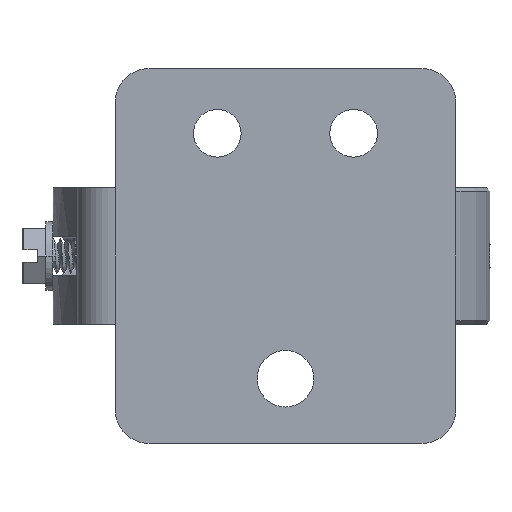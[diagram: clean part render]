
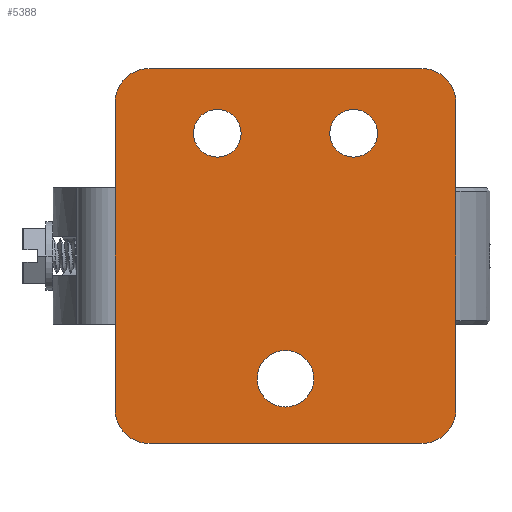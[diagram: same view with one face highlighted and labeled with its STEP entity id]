
A CAD part, front view. The second image highlights one B-rep face of the part: STEP entity #5388.
In plain terms, the highlighted planar face has unit normal (0, -1, 0).
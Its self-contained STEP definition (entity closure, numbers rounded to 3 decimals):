
#2317=DIRECTION('',(0.,0.,-1.));
#2318=VECTOR('',#2317,12.5);
#2319=CARTESIAN_POINT('',(50.,-4.,-37.5));
#2320=LINE('',#2319,#2318);
#2321=CARTESIAN_POINT('',(45.,-4.,-50.));
#2322=DIRECTION('',(0.,1.,0.));
#2323=DIRECTION('',(1.,0.,0.));
#2324=AXIS2_PLACEMENT_3D('',#2321,#2322,#2323);
#2326=DIRECTION('',(-1.,0.,0.));
#2327=VECTOR('',#2326,40.);
#2328=CARTESIAN_POINT('',(45.,-4.,-55.));
#2329=LINE('',#2328,#2327);
#2330=CARTESIAN_POINT('',(5.,-4.,-50.));
#2331=DIRECTION('',(0.,1.,0.));
#2332=DIRECTION('',(0.,0.,-1.));
#2333=AXIS2_PLACEMENT_3D('',#2330,#2331,#2332);
#2335=DIRECTION('',(0.,0.,1.));
#2336=VECTOR('',#2335,45.);
#2337=CARTESIAN_POINT('',(0.,-4.,-50.));
#2338=LINE('',#2337,#2336);
#2339=CARTESIAN_POINT('',(5.,-4.,-5.));
#2340=DIRECTION('',(0.,1.,0.));
#2341=DIRECTION('',(-1.,0.,0.));
#2342=AXIS2_PLACEMENT_3D('',#2339,#2340,#2341);
#2344=DIRECTION('',(1.,0.,0.));
#2345=VECTOR('',#2344,40.);
#2346=CARTESIAN_POINT('',(5.,-4.,0.));
#2347=LINE('',#2346,#2345);
#2348=CARTESIAN_POINT('',(45.,-4.,-5.));
#2349=DIRECTION('',(0.,1.,0.));
#2350=DIRECTION('',(0.,0.,1.));
#2351=AXIS2_PLACEMENT_3D('',#2348,#2349,#2350);
#2353=DIRECTION('',(0.,0.,-1.));
#2354=VECTOR('',#2353,12.5);
#2355=CARTESIAN_POINT('',(50.,-4.,-5.));
#2356=LINE('',#2355,#2354);
#2357=CARTESIAN_POINT('',(35.,-4.,-45.5));
#2358=DIRECTION('',(0.,1.,0.));
#2359=DIRECTION('',(-1.,0.,0.));
#2360=AXIS2_PLACEMENT_3D('',#2357,#2358,#2359);
#2362=CARTESIAN_POINT('',(35.,-4.,-45.5));
#2363=DIRECTION('',(0.,1.,0.));
#2364=DIRECTION('',(1.,0.,0.));
#2365=AXIS2_PLACEMENT_3D('',#2362,#2363,#2364);
#2367=CARTESIAN_POINT('',(15.,-4.,-45.5));
#2368=DIRECTION('',(0.,1.,0.));
#2369=DIRECTION('',(-1.,0.,0.));
#2370=AXIS2_PLACEMENT_3D('',#2367,#2368,#2369);
#2372=CARTESIAN_POINT('',(15.,-4.,-45.5));
#2373=DIRECTION('',(0.,1.,0.));
#2374=DIRECTION('',(1.,0.,0.));
#2375=AXIS2_PLACEMENT_3D('',#2372,#2373,#2374);
#2377=CARTESIAN_POINT('',(25.,-4.,-9.5));
#2378=DIRECTION('',(0.,1.,0.));
#2379=DIRECTION('',(-1.,0.,0.));
#2380=AXIS2_PLACEMENT_3D('',#2377,#2378,#2379);
#2382=CARTESIAN_POINT('',(25.,-4.,-9.5));
#2383=DIRECTION('',(0.,1.,0.));
#2384=DIRECTION('',(1.,0.,0.));
#2385=AXIS2_PLACEMENT_3D('',#2382,#2383,#2384);
#2387=DIRECTION('',(0.,0.,-1.));
#2388=VECTOR('',#2387,20.);
#2389=CARTESIAN_POINT('',(50.,-4.,-17.5));
#2390=LINE('',#2389,#2388);
#3961=CARTESIAN_POINT('',(5.,-4.,0.));
#3962=CARTESIAN_POINT('',(45.,-4.,0.));
#3963=VERTEX_POINT('',#3961);
#3964=VERTEX_POINT('',#3962);
#3965=CARTESIAN_POINT('',(45.,-4.,-55.));
#3966=CARTESIAN_POINT('',(5.,-4.,-55.));
#3967=VERTEX_POINT('',#3965);
#3968=VERTEX_POINT('',#3966);
#3969=CARTESIAN_POINT('',(0.,-4.,-50.));
#3970=CARTESIAN_POINT('',(0.,-4.,-5.));
#3971=VERTEX_POINT('',#3969);
#3972=VERTEX_POINT('',#3970);
#3974=CARTESIAN_POINT('',(50.,-4.,-50.));
#3976=VERTEX_POINT('',#3974);
#3979=CARTESIAN_POINT('',(50.,-4.,-5.));
#3980=VERTEX_POINT('',#3979);
#3993=CARTESIAN_POINT('',(20.85,-4.,-9.5));
#3994=CARTESIAN_POINT('',(29.15,-4.,-9.5));
#3995=VERTEX_POINT('',#3993);
#3996=VERTEX_POINT('',#3994);
#3997=CARTESIAN_POINT('',(11.5,-4.,-45.5));
#3998=CARTESIAN_POINT('',(18.5,-4.,-45.5));
#3999=VERTEX_POINT('',#3997);
#4000=VERTEX_POINT('',#3998);
#4001=CARTESIAN_POINT('',(31.5,-4.,-45.5));
#4002=CARTESIAN_POINT('',(38.5,-4.,-45.5));
#4003=VERTEX_POINT('',#4001);
#4004=VERTEX_POINT('',#4002);
#4017=CARTESIAN_POINT('',(50.,-4.,-17.5));
#4019=VERTEX_POINT('',#4017);
#4023=CARTESIAN_POINT('',(50.,-4.,-37.5));
#4025=VERTEX_POINT('',#4023);
#5352=CARTESIAN_POINT('',(0.,-4.,0.));
#5353=DIRECTION('',(0.,1.,0.));
#5354=DIRECTION('',(1.,0.,0.));
#5355=AXIS2_PLACEMENT_3D('',#5352,#5353,#5354);
#5356=PLANE('',#5355);
#5358=ORIENTED_EDGE('',*,*,#5357,.T.);
#5359=ORIENTED_EDGE('',*,*,#5235,.T.);
#5360=ORIENTED_EDGE('',*,*,#5249,.T.);
#5361=ORIENTED_EDGE('',*,*,#5263,.T.);
#5362=ORIENTED_EDGE('',*,*,#5277,.T.);
#5363=ORIENTED_EDGE('',*,*,#5291,.T.);
#5364=ORIENTED_EDGE('',*,*,#5305,.T.);
#5365=ORIENTED_EDGE('',*,*,#5319,.T.);
#5366=ORIENTED_EDGE('',*,*,#5333,.T.);
#5367=ORIENTED_EDGE('',*,*,#5346,.T.);
#5368=EDGE_LOOP('',(#5358,#5359,#5360,#5361,#5362,#5363,#5364,#5365,#5366,
#5367));
#5369=FACE_OUTER_BOUND('',#5368,.F.);
#5371=ORIENTED_EDGE('',*,*,#5370,.F.);
#5373=ORIENTED_EDGE('',*,*,#5372,.F.);
#5374=EDGE_LOOP('',(#5371,#5373));
#5375=FACE_BOUND('',#5374,.F.);
#5377=ORIENTED_EDGE('',*,*,#5376,.F.);
#5379=ORIENTED_EDGE('',*,*,#5378,.F.);
#5380=EDGE_LOOP('',(#5377,#5379));
#5381=FACE_BOUND('',#5380,.F.);
#5383=ORIENTED_EDGE('',*,*,#5382,.F.);
#5385=ORIENTED_EDGE('',*,*,#5384,.F.);
#5386=EDGE_LOOP('',(#5383,#5385));
#5387=FACE_BOUND('',#5386,.F.);
#5388=ADVANCED_FACE('',(#5369,#5375,#5381,#5387),#5356,.F.);
#2325=CIRCLE('',#2324,5.);
#2334=CIRCLE('',#2333,5.);
#2343=CIRCLE('',#2342,5.);
#2352=CIRCLE('',#2351,5.);
#2361=CIRCLE('',#2360,3.5);
#2366=CIRCLE('',#2365,3.5);
#2371=CIRCLE('',#2370,3.5);
#2376=CIRCLE('',#2375,3.5);
#2381=CIRCLE('',#2380,4.15);
#2386=CIRCLE('',#2385,4.15);
#5235=EDGE_CURVE('',#4025,#3976,#2320,.T.);
#5249=EDGE_CURVE('',#3976,#3967,#2325,.T.);
#5263=EDGE_CURVE('',#3967,#3968,#2329,.T.);
#5277=EDGE_CURVE('',#3968,#3971,#2334,.T.);
#5291=EDGE_CURVE('',#3971,#3972,#2338,.T.);
#5305=EDGE_CURVE('',#3972,#3963,#2343,.T.);
#5319=EDGE_CURVE('',#3963,#3964,#2347,.T.);
#5333=EDGE_CURVE('',#3964,#3980,#2352,.T.);
#5346=EDGE_CURVE('',#3980,#4019,#2356,.T.);
#5357=EDGE_CURVE('',#4019,#4025,#2390,.T.);
#5370=EDGE_CURVE('',#4003,#4004,#2361,.T.);
#5372=EDGE_CURVE('',#4004,#4003,#2366,.T.);
#5376=EDGE_CURVE('',#3999,#4000,#2371,.T.);
#5378=EDGE_CURVE('',#4000,#3999,#2376,.T.);
#5382=EDGE_CURVE('',#3995,#3996,#2381,.T.);
#5384=EDGE_CURVE('',#3996,#3995,#2386,.T.);
